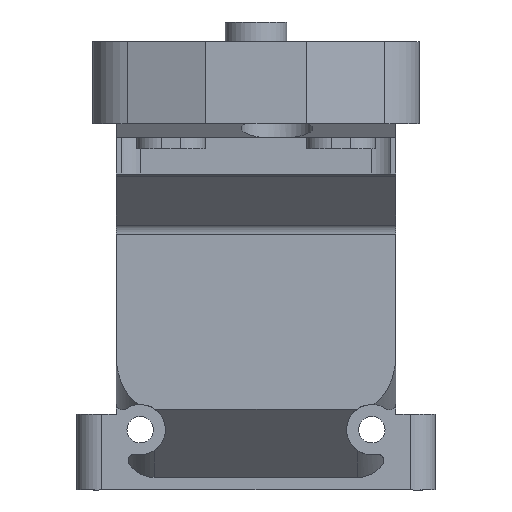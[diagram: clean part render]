
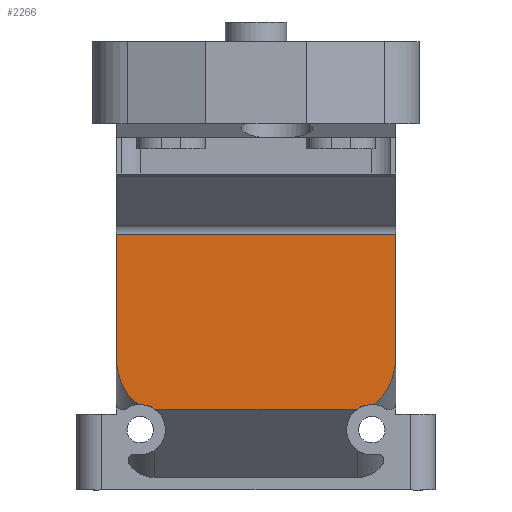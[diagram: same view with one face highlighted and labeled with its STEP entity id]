
A CAD part, front view. The second image highlights one B-rep face of the part: STEP entity #2266.
In plain terms, the highlighted planar face has unit normal (0, -1, 0).
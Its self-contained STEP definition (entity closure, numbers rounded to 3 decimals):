
#80=PLANE('',#2448);
#118=ELLIPSE('',#2357,4.243,3.);
#122=ELLIPSE('',#2364,4.243,3.);
#172=CIRCLE('',#2431,2.);
#173=CIRCLE('',#2443,2.);
#346=FACE_OUTER_BOUND('',#474,.T.);
#474=EDGE_LOOP('',(#1815,#1816,#1817,#1818,#1819,#1820,#1821,#1822,#1823,
#1824));
#572=LINE('',#3370,#764);
#655=LINE('',#3805,#847);
#659=LINE('',#3818,#851);
#660=LINE('',#3820,#852);
#764=VECTOR('',#2619,10.);
#847=VECTOR('',#2872,10.);
#851=VECTOR('',#2880,10.);
#852=VECTOR('',#2881,10.);
#971=B_SPLINE_CURVE_WITH_KNOTS('',3,(#3814,#3815,#3816,#3817),
 .UNSPECIFIED.,.F.,.F.,(4,4),(1.738,1.814),
 .UNSPECIFIED.);
#972=B_SPLINE_CURVE_WITH_KNOTS('',3,(#3821,#3822,#3823,#3824),
 .UNSPECIFIED.,.F.,.F.,(4,4),(0.453,0.529),
 .UNSPECIFIED.);
#979=VERTEX_POINT('',#3326);
#980=VERTEX_POINT('',#3328);
#984=VERTEX_POINT('',#3367);
#985=VERTEX_POINT('',#3369);
#993=VERTEX_POINT('',#3417);
#994=VERTEX_POINT('',#3428);
#1075=VERTEX_POINT('',#3798);
#1078=VERTEX_POINT('',#3803);
#1081=VERTEX_POINT('',#3813);
#1082=VERTEX_POINT('',#3819);
#1204=EDGE_CURVE('',#980,#979,#118,.F.);
#1211=EDGE_CURVE('',#985,#984,#572,.F.);
#1220=EDGE_CURVE('',#994,#993,#122,.F.);
#1334=EDGE_CURVE('',#984,#980,#172,.T.);
#1346=EDGE_CURVE('',#993,#985,#173,.T.);
#1351=EDGE_CURVE('',#1078,#1075,#655,.T.);
#1355=EDGE_CURVE('',#1081,#979,#971,.T.);
#1356=EDGE_CURVE('',#1075,#1081,#659,.T.);
#1357=EDGE_CURVE('',#1082,#1078,#660,.T.);
#1358=EDGE_CURVE('',#1082,#994,#972,.F.);
#1815=ORIENTED_EDGE('',*,*,#1334,.T.);
#1816=ORIENTED_EDGE('',*,*,#1204,.T.);
#1817=ORIENTED_EDGE('',*,*,#1355,.F.);
#1818=ORIENTED_EDGE('',*,*,#1356,.F.);
#1819=ORIENTED_EDGE('',*,*,#1351,.F.);
#1820=ORIENTED_EDGE('',*,*,#1357,.F.);
#1821=ORIENTED_EDGE('',*,*,#1358,.T.);
#1822=ORIENTED_EDGE('',*,*,#1220,.T.);
#1823=ORIENTED_EDGE('',*,*,#1346,.T.);
#1824=ORIENTED_EDGE('',*,*,#1211,.T.);
#2266=ADVANCED_FACE('',(#346),#80,.F.);
#2357=AXIS2_PLACEMENT_3D('',#3329,#2608,#2609);
#2364=AXIS2_PLACEMENT_3D('',#3429,#2627,#2628);
#2431=AXIS2_PLACEMENT_3D('',#3717,#2830,#2831);
#2443=AXIS2_PLACEMENT_3D('',#3758,#2863,#2864);
#2448=AXIS2_PLACEMENT_3D('',#3812,#2878,#2879);
#2608=DIRECTION('center_axis',(0.,1.,0.));
#2609=DIRECTION('ref_axis',(0.,0.,
-1.));
#2619=DIRECTION('',(-1.,0.,0.));
#2627=DIRECTION('center_axis',(0.,1.,0.));
#2628=DIRECTION('ref_axis',(0.,0.,
-1.));
#2830=DIRECTION('center_axis',(0.,1.,0.));
#2831=DIRECTION('ref_axis',(-1.,0.,0.));
#2863=DIRECTION('center_axis',(0.,1.,0.));
#2864=DIRECTION('ref_axis',(-1.,0.,0.));
#2872=DIRECTION('',(1.,0.,0.));
#2878=DIRECTION('center_axis',(0.,1.,0.));
#2879=DIRECTION('ref_axis',(0.,0.,
1.));
#2880=DIRECTION('',(0.,0.,-1.));
#2881=DIRECTION('',(0.,0.,1.));
#3326=CARTESIAN_POINT('',(11.13,51.45,-37.563));
#3328=CARTESIAN_POINT('',(9.415,51.45,-40.64));
#3329=CARTESIAN_POINT('Origin',(8.182,51.45,-36.772));
#3367=CARTESIAN_POINT('',(8.111,51.45,-41.015));
#3369=CARTESIAN_POINT('',(-7.946,51.45,-41.015));
#3370=CARTESIAN_POINT('',(-6.051,51.45,-41.015));
#3417=CARTESIAN_POINT('',(-9.251,51.45,-40.64));
#3428=CARTESIAN_POINT('',(-10.965,51.45,-37.563));
#3429=CARTESIAN_POINT('Origin',(-8.018,51.45,-36.772));
#3717=CARTESIAN_POINT('Origin',(9.282,51.45,-42.636));
#3758=CARTESIAN_POINT('Origin',(-9.118,51.45,-42.636));
#3798=CARTESIAN_POINT('',(11.182,51.45,-27.104));
#3803=CARTESIAN_POINT('',(-11.018,51.45,-27.104));
#3805=CARTESIAN_POINT('',(-11.018,51.45,-27.104));
#3812=CARTESIAN_POINT('Origin',(-11.018,51.45,-34.729));
#3813=CARTESIAN_POINT('',(11.182,51.45,-36.759));
#3814=CARTESIAN_POINT('Ctrl Pts',(11.182,51.45,-36.759));
#3815=CARTESIAN_POINT('Ctrl Pts',(11.182,51.45,-37.013));
#3816=CARTESIAN_POINT('Ctrl Pts',(11.167,51.45,-37.288));
#3817=CARTESIAN_POINT('Ctrl Pts',(11.13,51.45,-37.563));
#3818=CARTESIAN_POINT('',(11.182,51.45,-25.899));
#3819=CARTESIAN_POINT('',(-11.018,51.45,-36.759));
#3820=CARTESIAN_POINT('',(-11.018,51.45,-25.899));
#3821=CARTESIAN_POINT('Ctrl Pts',(-10.965,51.45,-37.563));
#3822=CARTESIAN_POINT('Ctrl Pts',(-11.002,51.45,-37.288));
#3823=CARTESIAN_POINT('Ctrl Pts',(-11.018,51.45,-37.013));
#3824=CARTESIAN_POINT('Ctrl Pts',(-11.018,51.45,-36.759));
